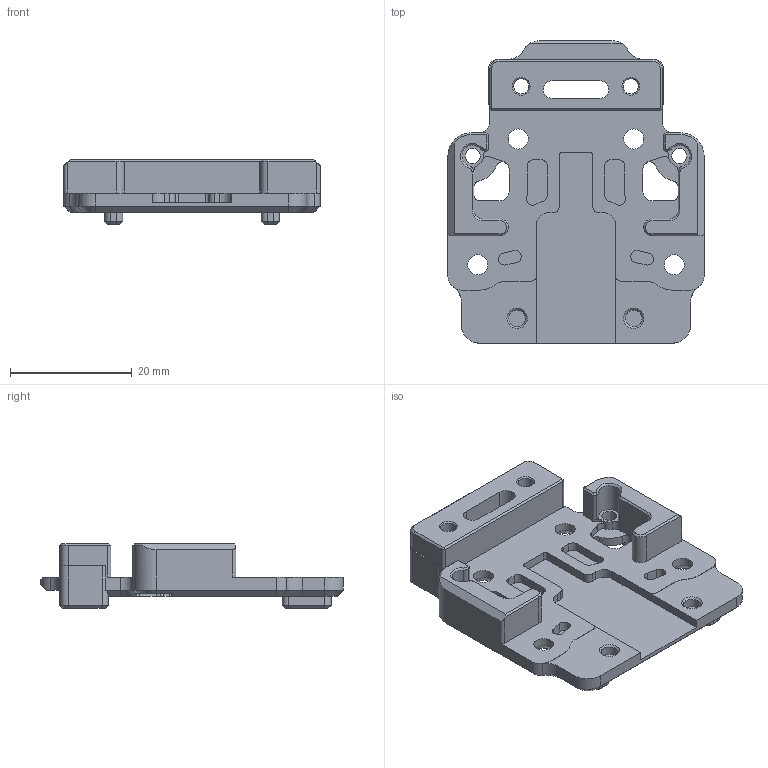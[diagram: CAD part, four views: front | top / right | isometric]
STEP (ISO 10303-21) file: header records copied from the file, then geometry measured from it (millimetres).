
FILE_DESCRIPTION(/* description */ (''),/* implementation_level */ '2;1');
FILE_NAME(/* name */ 'sol v3 ARCH (anodisation 0.07mm).step',/* time_stamp */ '2023-06-03T22:41:34+02:00',/* author */ (''),/* organization */ (''),/* preprocessor_version */ 'ST-DEVELOPER v19.2',/* originating_system */ 'Autodesk Translation Framework v12.6.0.85',/* authorisation */ '');
FILE_SCHEMA (('AUTOMOTIVE_DESIGN { 1 0 10303 214 3 1 1 }'));
Length unit declared in the file: millimetre
Products named in the file (2): QD Plate home made; plaquette sol
Assembly tree (1 placements, depth 2):
  QD Plate home made
    plaquette sol
Bounding box: 42.11 x 49.73 x 10.66 mm (x, y, z)
Volume: 6554.2 mm3; surface area: 5750.4 mm2
Topology: 1 solids, 1 shells, 406 faces, 1086 edges, 692 vertices
Faces by surface type: plane 185, cylinder 130, cone 56, bspline 35
Full cylindrical faces by diameter (mm): 2.5 x4, 2.75 x2, 3.3 x4
Entity records: 13115 total; most frequent: CARTESIAN_POINT 2811, ORIENTED_EDGE 2172, DIRECTION 2100, EDGE_CURVE 1086, AXIS2_PLACEMENT_3D 716, VERTEX_POINT 692, LINE 668, VECTOR 668
